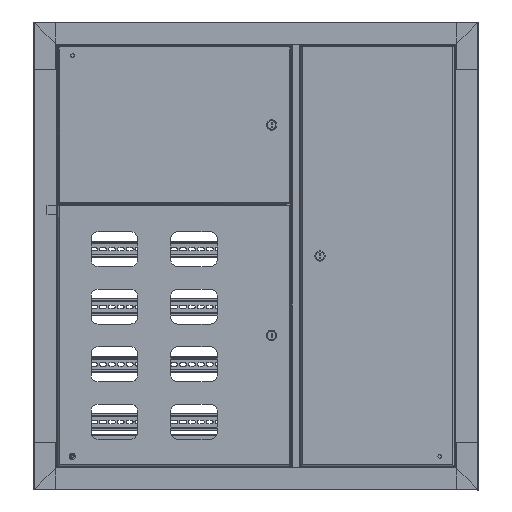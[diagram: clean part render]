
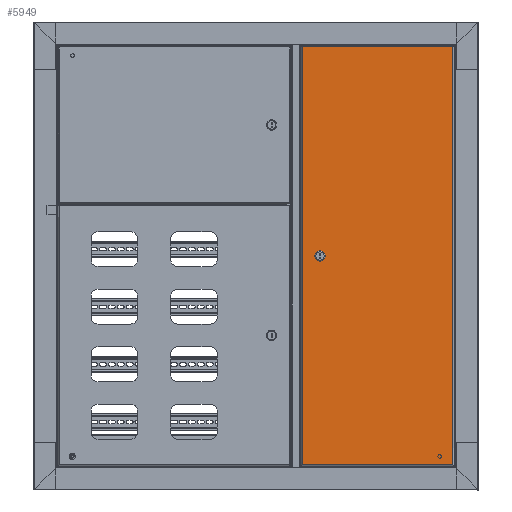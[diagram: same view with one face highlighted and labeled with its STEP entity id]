
A CAD part, top view. The second image highlights one B-rep face of the part: STEP entity #5949.
In plain terms, the highlighted planar face has unit normal (0, 0, 1).
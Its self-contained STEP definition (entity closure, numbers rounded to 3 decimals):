
#809 = DIRECTION ( 'NONE',  ( 0., 0., 1. ) ) ;
#830 = CARTESIAN_POINT ( 'NONE',  ( 1.6, 324.393, 0. ) ) ;
#971 = VERTEX_POINT ( 'NONE', #15440 ) ;
#1124 = EDGE_CURVE ( 'NONE', #41898, #45691, #46425, .T. ) ;
#1363 = VECTOR ( 'NONE', #8247, 1000. ) ;
#2339 = LINE ( 'NONE', #45528, #46114 ) ;
#2394 = VECTOR ( 'NONE', #45299, 1000. ) ;
#3010 = CARTESIAN_POINT ( 'NONE',  ( 448.2, 40., 0. ) ) ;
#3057 = DIRECTION ( 'NONE',  ( 1., 0., 0. ) ) ;
#3561 = DIRECTION ( 'NONE',  ( 0., 0., 1. ) ) ;
#4394 = VERTEX_POINT ( 'NONE', #36844 ) ;
#5502 = LINE ( 'NONE', #13792, #12119 ) ;
#5949 = ADVANCED_FACE ( 'NONE', ( #31065, #10343 ), #19439, .F. ) ;
#6398 = CARTESIAN_POINT ( 'NONE',  ( 894.8, 1.6, 0. ) ) ;
#7244 = DIRECTION ( 'NONE',  ( 0., 0., 1. ) ) ;
#8247 = DIRECTION ( 'NONE',  ( 0., 1., 0. ) ) ;
#8697 = ORIENTED_EDGE ( 'NONE', *, *, #1124, .T. ) ;
#9186 = EDGE_CURVE ( 'NONE', #39653, #41898, #36694, .T. ) ;
#10343 = FACE_OUTER_BOUND ( 'NONE', #46760, .T. ) ;
#11225 = DIRECTION ( 'NONE',  ( 1., 0., 0. ) ) ;
#11373 = VECTOR ( 'NONE', #11950, 1000. ) ;
#11950 = DIRECTION ( 'NONE',  ( -1., 0., 0. ) ) ;
#12119 = VECTOR ( 'NONE', #21837, 1000. ) ;
#13389 = ORIENTED_EDGE ( 'NONE', *, *, #9186, .T. ) ;
#13535 = DIRECTION ( 'NONE',  ( 1., 0., 0. ) ) ;
#13792 = CARTESIAN_POINT ( 'NONE',  ( 895.093, 324.1, 0. ) ) ;
#13829 = DIRECTION ( 'NONE',  ( 0., -1., 0. ) ) ;
#14538 = ORIENTED_EDGE ( 'NONE', *, *, #31423, .F. ) ;
#15273 = DIRECTION ( 'NONE',  ( -1., 0., 0. ) ) ;
#15348 = VERTEX_POINT ( 'NONE', #41755 ) ;
#15440 = CARTESIAN_POINT ( 'NONE',  ( 451.849, 48.5, 0. ) ) ;
#16513 = AXIS2_PLACEMENT_3D ( 'NONE', #29575, #809, #13535 ) ;
#17556 = VERTEX_POINT ( 'NONE', #41577 ) ;
#17905 = EDGE_CURVE ( 'NONE', #33767, #971, #41808, .T. ) ;
#19340 = CIRCLE ( 'NONE', #29035, 9.25 ) ;
#19439 = PLANE ( 'NONE',  #50354 ) ;
#20136 = ORIENTED_EDGE ( 'NONE', *, *, #43685, .F. ) ;
#21738 = ORIENTED_EDGE ( 'NONE', *, *, #30529, .F. ) ;
#21837 = DIRECTION ( 'NONE',  ( -1., 0., 0. ) ) ;
#24774 = CARTESIAN_POINT ( 'NONE',  ( 1.6, 1.6, 0. ) ) ;
#26558 = LINE ( 'NONE', #830, #26766 ) ;
#26766 = VECTOR ( 'NONE', #13829, 1000. ) ;
#27199 = CARTESIAN_POINT ( 'NONE',  ( 0., 325.7, 0. ) ) ;
#27231 = ORIENTED_EDGE ( 'NONE', *, *, #28544, .T. ) ;
#28544 = EDGE_CURVE ( 'NONE', #45691, #15348, #5502, .T. ) ;
#28735 = VERTEX_POINT ( 'NONE', #45315 ) ;
#29035 = AXIS2_PLACEMENT_3D ( 'NONE', #3010, #3561, #54218 ) ;
#29575 = CARTESIAN_POINT ( 'NONE',  ( 448.2, 40., 0. ) ) ;
#30529 = EDGE_CURVE ( 'NONE', #17556, #33767, #19340, .T. ) ;
#31065 = FACE_BOUND ( 'NONE', #40521, .T. ) ;
#31272 = ORIENTED_EDGE ( 'NONE', *, *, #46890, .T. ) ;
#31423 = EDGE_CURVE ( 'NONE', #971, #4394, #54289, .T. ) ;
#33510 = CARTESIAN_POINT ( 'NONE',  ( 451.849, 48.5, 0. ) ) ;
#33767 = VERTEX_POINT ( 'NONE', #42486 ) ;
#34289 = ORIENTED_EDGE ( 'NONE', *, *, #17905, .F. ) ;
#36694 = LINE ( 'NONE', #24774, #2394 ) ;
#36844 = CARTESIAN_POINT ( 'NONE',  ( 444.551, 48.5, 0. ) ) ;
#39653 = VERTEX_POINT ( 'NONE', #51846 ) ;
#40521 = EDGE_LOOP ( 'NONE', ( #14538, #34289, #21738, #20136, #54146 ) ) ;
#40966 = CARTESIAN_POINT ( 'NONE',  ( 448.2, 40., 0. ) ) ;
#41577 = CARTESIAN_POINT ( 'NONE',  ( 451.849, 31.5, 0. ) ) ;
#41755 = CARTESIAN_POINT ( 'NONE',  ( 1.6, 324.1, 0. ) ) ;
#41808 = CIRCLE ( 'NONE', #42703, 9.25 ) ;
#41898 = VERTEX_POINT ( 'NONE', #6398 ) ;
#42486 = CARTESIAN_POINT ( 'NONE',  ( 457.45, 40., 0. ) ) ;
#42703 = AXIS2_PLACEMENT_3D ( 'NONE', #40966, #7244, #3057 ) ;
#43098 = CARTESIAN_POINT ( 'NONE',  ( 894.8, 0., 0. ) ) ;
#43685 = EDGE_CURVE ( 'NONE', #28735, #17556, #2339, .T. ) ;
#45299 = DIRECTION ( 'NONE',  ( 1., 0., 0. ) ) ;
#45315 = CARTESIAN_POINT ( 'NONE',  ( 444.551, 31.5, 0. ) ) ;
#45528 = CARTESIAN_POINT ( 'NONE',  ( 451.849, 31.5, 0. ) ) ;
#45691 = VERTEX_POINT ( 'NONE', #47509 ) ;
#46114 = VECTOR ( 'NONE', #11225, 1000. ) ;
#46425 = LINE ( 'NONE', #43098, #1363 ) ;
#46760 = EDGE_LOOP ( 'NONE', ( #13389, #8697, #27231, #31272 ) ) ;
#46890 = EDGE_CURVE ( 'NONE', #15348, #39653, #26558, .T. ) ;
#47509 = CARTESIAN_POINT ( 'NONE',  ( 894.8, 324.1, 0. ) ) ;
#50354 = AXIS2_PLACEMENT_3D ( 'NONE', #27199, #53207, #15273 ) ;
#51846 = CARTESIAN_POINT ( 'NONE',  ( 1.6, 1.6, 0. ) ) ;
#52876 = EDGE_CURVE ( 'NONE', #4394, #28735, #53670, .T. ) ;
#53207 = DIRECTION ( 'NONE',  ( 0., 0., -1. ) ) ;
#53670 = CIRCLE ( 'NONE', #16513, 9.25 ) ;
#54146 = ORIENTED_EDGE ( 'NONE', *, *, #52876, .F. ) ;
#54218 = DIRECTION ( 'NONE',  ( 1., 0., 0. ) ) ;
#54289 = LINE ( 'NONE', #33510, #11373 ) ;
